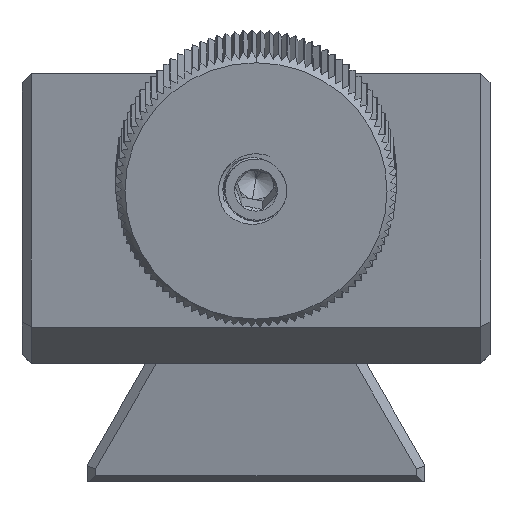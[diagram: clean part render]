
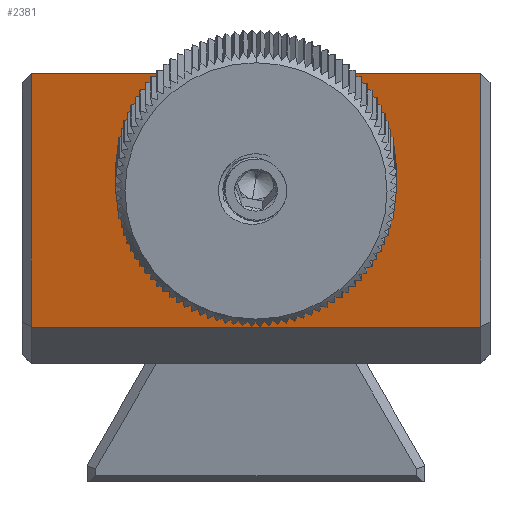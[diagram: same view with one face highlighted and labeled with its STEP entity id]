
A CAD part, left-side view. The second image highlights one B-rep face of the part: STEP entity #2381.
In plain terms, the highlighted planar face has unit normal (-0.978, 0, -0.208).
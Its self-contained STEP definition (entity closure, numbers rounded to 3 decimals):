
#461=CARTESIAN_POINT('',(-11.389,-224.438,
-12.555));
#462=CARTESIAN_POINT('',(-11.362,-224.523,
-12.685));
#463=CARTESIAN_POINT('',(-11.301,-224.677,
-12.972));
#464=CARTESIAN_POINT('',(-11.186,-224.834,
-13.511));
#465=CARTESIAN_POINT('',(-11.046,-224.858,
-14.172));
#466=CARTESIAN_POINT('',(-10.903,-224.696,
-14.845));
#467=CARTESIAN_POINT('',(-10.779,-224.383,
-15.428));
#468=CARTESIAN_POINT('',(-10.673,-223.936,
-15.928));
#469=CARTESIAN_POINT('',(-10.594,-223.398,
-16.299));
#470=CARTESIAN_POINT('',(-10.56,-223.015,
-16.458));
#471=CARTESIAN_POINT('',(-10.547,-222.815,
-16.518));
#473=CARTESIAN_POINT('',(-11.158,-222.2,-13.646));
#474=DIRECTION('',(-0.978,0.,-0.208));
#475=DIRECTION('',(-0.093,-0.895,0.436));
#476=AXIS2_PLACEMENT_3D('',#473,#474,#475);
#478=CARTESIAN_POINT('',(-10.801,-219.738,
-15.323));
#479=CARTESIAN_POINT('',(-10.831,-219.656,
-15.182));
#480=CARTESIAN_POINT('',(-10.893,-219.517,
-14.888));
#481=CARTESIAN_POINT('',(-10.993,-219.386,
-14.419));
#482=CARTESIAN_POINT('',(-11.103,-219.336,
-13.904));
#483=CARTESIAN_POINT('',(-11.222,-219.392,
-13.342));
#484=CARTESIAN_POINT('',(-11.348,-219.586,
-12.749));
#485=CARTESIAN_POINT('',(-11.48,-219.983,
-12.13));
#486=CARTESIAN_POINT('',(-11.588,-220.585,
-11.622));
#487=CARTESIAN_POINT('',(-11.632,-221.068,
-11.416));
#488=CARTESIAN_POINT('',(-11.645,-221.337,
-11.351));
#490=CARTESIAN_POINT('',(-10.547,-222.815,
-16.518));
#491=CARTESIAN_POINT('',(-10.539,-222.624,
-16.557));
#492=CARTESIAN_POINT('',(-10.53,-222.231,
-16.601));
#493=CARTESIAN_POINT('',(-10.542,-221.593,
-16.543));
#494=CARTESIAN_POINT('',(-10.584,-220.946,
-16.344));
#495=CARTESIAN_POINT('',(-10.67,-220.272,
-15.939));
#496=CARTESIAN_POINT('',(-10.752,-219.902,
-15.553));
#497=CARTESIAN_POINT('',(-10.801,-219.738,
-15.323));
#499=DIRECTION('',(0.208,0.,-0.978));
#500=VECTOR('',#499,13.846);
#501=CARTESIAN_POINT('',(-12.145,-234.2,-9.));
#502=LINE('',#501,#500);
#503=DIRECTION('',(0.,1.,0.));
#504=VECTOR('',#503,24.);
#505=CARTESIAN_POINT('',(-9.266,-234.2,-22.544));
#506=LINE('',#505,#504);
#507=DIRECTION('',(-0.208,0.,0.978));
#508=VECTOR('',#507,13.846);
#509=CARTESIAN_POINT('',(-9.266,-210.2,-22.544));
#510=LINE('',#509,#508);
#1436=DIRECTION('',(0.,1.,0.));
#1437=VECTOR('',#1436,24.);
#1438=CARTESIAN_POINT('',(-12.145,-234.2,-9.));
#1439=LINE('',#1438,#1437);
#1480=VERTEX_POINT('',#461);
#1481=VERTEX_POINT('',#471);
#1482=VERTEX_POINT('',#497);
#1483=VERTEX_POINT('',#488);
#1526=CARTESIAN_POINT('',(-9.266,-234.2,-22.544));
#1528=VERTEX_POINT('',#1526);
#1532=CARTESIAN_POINT('',(-12.145,-234.2,-9.));
#1533=VERTEX_POINT('',#1532);
#1559=CARTESIAN_POINT('',(-9.266,-210.2,-22.544));
#1561=VERTEX_POINT('',#1559);
#1566=CARTESIAN_POINT('',(-12.145,-210.2,-9.));
#1567=VERTEX_POINT('',#1566);
#2357=CARTESIAN_POINT('',(-12.145,-235.2,-9.));
#2358=DIRECTION('',(-0.978,0.,-0.208));
#2359=DIRECTION('',(0.208,0.,-0.978));
#2360=AXIS2_PLACEMENT_3D('',#2357,#2358,#2359);
#2361=PLANE('',#2360);
#2363=ORIENTED_EDGE('',*,*,#2362,.T.);
#2364=ORIENTED_EDGE('',*,*,#2350,.T.);
#2366=ORIENTED_EDGE('',*,*,#2365,.T.);
#2368=ORIENTED_EDGE('',*,*,#2367,.F.);
#2369=EDGE_LOOP('',(#2363,#2364,#2366,#2368));
#2370=FACE_OUTER_BOUND('',#2369,.F.);
#2372=ORIENTED_EDGE('',*,*,#2371,.F.);
#2374=ORIENTED_EDGE('',*,*,#2373,.T.);
#2376=ORIENTED_EDGE('',*,*,#2375,.F.);
#2378=ORIENTED_EDGE('',*,*,#2377,.F.);
#2379=EDGE_LOOP('',(#2372,#2374,#2376,#2378));
#2380=FACE_BOUND('',#2379,.F.);
#2381=ADVANCED_FACE('',(#2370,#2380),#2361,.T.);
#472=B_SPLINE_CURVE_WITH_KNOTS('',3,(#461,#462,#463,#464,#465,#466,#467,#468,
#469,#470,#471),.UNSPECIFIED.,.F.,.F.,(4,1,1,1,1,1,1,1,4),(0.,0.125,0.25,
0.375,0.5,0.625,0.75,0.875,1.),.UNSPECIFIED.);
#477=CIRCLE('',#476,2.5);
#489=B_SPLINE_CURVE_WITH_KNOTS('',3,(#478,#479,#480,#481,#482,#483,#484,#485,
#486,#487,#488),.UNSPECIFIED.,.F.,.F.,(4,1,1,1,1,1,1,1,4),(0.,0.125,0.25,
0.375,0.5,0.625,0.75,0.875,1.),.UNSPECIFIED.);
#498=B_SPLINE_CURVE_WITH_KNOTS('',3,(#490,#491,#492,#493,#494,#495,#496,#497),
.UNSPECIFIED.,.F.,.F.,(4,1,1,1,1,4),(0.,0.2,0.4,0.6,0.8,1.),
.UNSPECIFIED.);
#2350=EDGE_CURVE('',#1528,#1561,#506,.T.);
#2362=EDGE_CURVE('',#1533,#1528,#502,.T.);
#2365=EDGE_CURVE('',#1561,#1567,#510,.T.);
#2367=EDGE_CURVE('',#1533,#1567,#1439,.T.);
#2371=EDGE_CURVE('',#1480,#1481,#472,.T.);
#2373=EDGE_CURVE('',#1480,#1483,#477,.T.);
#2375=EDGE_CURVE('',#1482,#1483,#489,.T.);
#2377=EDGE_CURVE('',#1481,#1482,#498,.T.);
